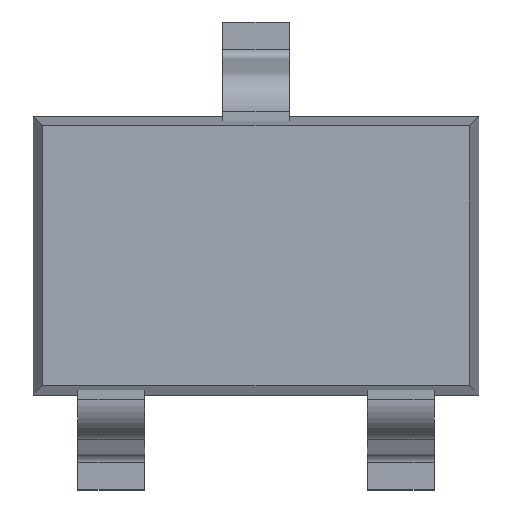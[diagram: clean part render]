
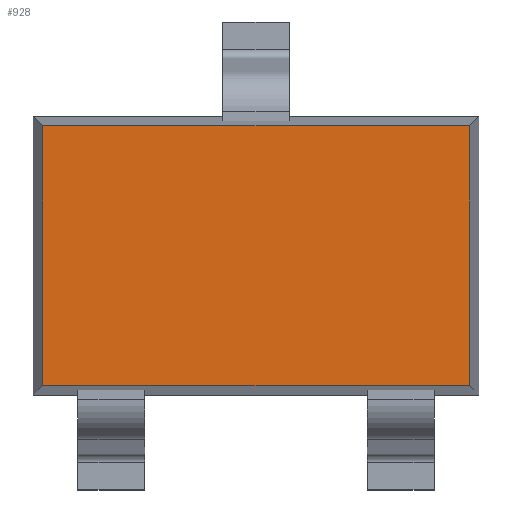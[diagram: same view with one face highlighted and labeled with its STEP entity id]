
A CAD part, top view. The second image highlights one B-rep face of the part: STEP entity #928.
In plain terms, the highlighted planar face has unit normal (0, 0, 1).
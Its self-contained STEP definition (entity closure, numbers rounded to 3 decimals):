
#108=FACE_OUTER_BOUND('',#160,.T.);
#160=EDGE_LOOP('',(#833,#834,#835,#836));
#258=LINE('',#1532,#362);
#261=LINE('',#1537,#365);
#263=LINE('',#1541,#367);
#264=LINE('',#1543,#368);
#362=VECTOR('',#1265,1000.);
#365=VECTOR('',#1270,1000.);
#367=VECTOR('',#1274,1000.);
#368=VECTOR('',#1277,1000.);
#449=VERTEX_POINT('',#1529);
#450=VERTEX_POINT('',#1531);
#451=VERTEX_POINT('',#1535);
#452=VERTEX_POINT('',#1539);
#574=EDGE_CURVE('',#450,#449,#258,.T.);
#577=EDGE_CURVE('',#449,#451,#261,.T.);
#579=EDGE_CURVE('',#451,#452,#263,.T.);
#580=EDGE_CURVE('',#452,#450,#264,.T.);
#833=ORIENTED_EDGE('',*,*,#574,.T.);
#834=ORIENTED_EDGE('',*,*,#577,.T.);
#835=ORIENTED_EDGE('',*,*,#579,.T.);
#836=ORIENTED_EDGE('',*,*,#580,.T.);
#876=PLANE('',#1021);
#928=ADVANCED_FACE('',(#108),#876,.T.);
#1021=AXIS2_PLACEMENT_3D('',#1544,#1278,#1279);
#1265=DIRECTION('',(0.,1.,0.));
#1270=DIRECTION('',(-1.,0.,0.));
#1274=DIRECTION('',(0.,-1.,0.));
#1277=DIRECTION('',(1.,0.,0.));
#1278=DIRECTION('center_axis',(0.,0.,1.));
#1279=DIRECTION('ref_axis',(1.,0.,0.));
#1529=CARTESIAN_POINT('',(0.958,0.583,0.9));
#1531=CARTESIAN_POINT('',(0.958,-0.583,0.9));
#1532=CARTESIAN_POINT('',(0.958,0.625,0.9));
#1535=CARTESIAN_POINT('',(-0.958,0.583,0.9));
#1537=CARTESIAN_POINT('',(-1.,0.583,0.9));
#1539=CARTESIAN_POINT('',(-0.958,-0.583,0.9));
#1541=CARTESIAN_POINT('',(-0.958,0.625,0.9));
#1543=CARTESIAN_POINT('',(-1.,-0.583,0.9));
#1544=CARTESIAN_POINT('Origin',(0.,0.,0.9));
